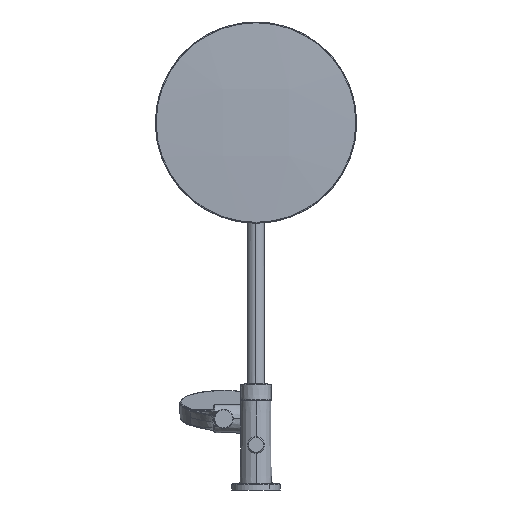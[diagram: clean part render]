
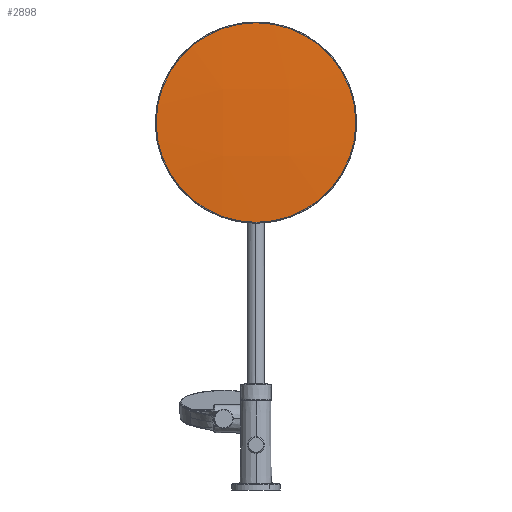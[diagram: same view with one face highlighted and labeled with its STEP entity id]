
A CAD part, front view. The second image highlights one B-rep face of the part: STEP entity #2898.
In plain terms, the highlighted free-form (B-spline) face has degree [3, 3] with [4, 4] control points.
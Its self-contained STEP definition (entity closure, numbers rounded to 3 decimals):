
#120 = EDGE_CURVE ( 'NONE', #11748, #17034, #26490, .T. ) ;
#738 = CARTESIAN_POINT ( 'NONE',  ( 0., 83.66, 447.182 ) ) ;
#1208 = ORIENTED_EDGE ( 'NONE', *, *, #120, .T. ) ;
#2898 = ADVANCED_FACE ( 'NONE', ( #16033 ), #15323, .T. ) ;
#3524 = CIRCLE ( 'NONE', #17216, 124.039 ) ;
#6641 = DIRECTION ( 'NONE',  ( 0., -1., 0.017 ) ) ;
#7212 = CARTESIAN_POINT ( 'NONE',  ( -126.279, 82.014, 404.878 ) ) ;
#8591 = ORIENTED_EDGE ( 'NONE', *, *, #19218, .T. ) ;
#9276 = CARTESIAN_POINT ( 'NONE',  ( -42.375, 84.943, 573.189 ) ) ;
#9369 = CARTESIAN_POINT ( 'NONE',  ( 41.627, 80.55, 320.673 ) ) ;
#9473 = CARTESIAN_POINT ( 'NONE',  ( -124.039, 83.66, 447.182 ) ) ;
#9645 = CARTESIAN_POINT ( 'NONE',  ( 125.531, 81.978, 404.878 ) ) ;
#11655 = CARTESIAN_POINT ( 'NONE',  ( -126.279, 83.474, 488.984 ) ) ;
#11748 = VERTEX_POINT ( 'NONE', #9473 ) ;
#13399 = CARTESIAN_POINT ( 'NONE',  ( 125.531, 88.97, 572.923 ) ) ;
#13668 = CARTESIAN_POINT ( 'NONE',  ( -42.375, 77.941, 404.883 ) ) ;
#13760 = CARTESIAN_POINT ( 'NONE',  ( 41.627, 79.391, 489.121 ) ) ;
#15323 =( BOUNDED_SURFACE ( )  B_SPLINE_SURFACE ( 3, 3, ( 
 ( #24311, #7212, #11655, #21894 ),
 ( #26438, #13668, #21987, #9276 ),
 ( #9369, #22265, #13760, #15868 ),
 ( #26262, #9645, #24127, #13399 ) ),
 .UNSPECIFIED., .F., .F., .T. ) 
 B_SPLINE_SURFACE_WITH_KNOTS ( ( 4, 4 ),
 ( 4, 4 ),
 ( 0., 1. ),
 ( 0., 1. ),
 .UNSPECIFIED. ) 
 GEOMETRIC_REPRESENTATION_ITEM ( )  RATIONAL_B_SPLINE_SURFACE ( (
 ( 1., 0.999, 0.999, 1.),
 ( 0.999, 0.998, 0.998, 0.999),
 ( 0.999, 0.998, 0.998, 0.999),
 ( 1., 0.999, 0.999, 1.) ) ) 
 REPRESENTATION_ITEM ( '' )  SURFACE ( )  );
#15868 = CARTESIAN_POINT ( 'NONE',  ( 41.627, 84.931, 573.189 ) ) ;
#16033 = FACE_OUTER_BOUND ( 'NONE', #22313, .T. ) ;
#17034 = VERTEX_POINT ( 'NONE', #18521 ) ;
#17159 = CARTESIAN_POINT ( 'NONE',  ( 0., 83.66, 447.182 ) ) ;
#17216 = AXIS2_PLACEMENT_3D ( 'NONE', #17159, #6641, #25700 ) ;
#17612 = DIRECTION ( 'NONE',  ( 1., 0., 0. ) ) ;
#18521 = CARTESIAN_POINT ( 'NONE',  ( 124.039, 83.66, 447.182 ) ) ;
#19218 = EDGE_CURVE ( 'NONE', #17034, #11748, #3524, .T. ) ;
#21894 = CARTESIAN_POINT ( 'NONE',  ( -126.279, 89.006, 572.921 ) ) ;
#21987 = CARTESIAN_POINT ( 'NONE',  ( -42.375, 79.403, 489.121 ) ) ;
#22265 = CARTESIAN_POINT ( 'NONE',  ( 41.627, 77.929, 404.883 ) ) ;
#22313 = EDGE_LOOP ( 'NONE', ( #8591, #1208 ) ) ;
#24127 = CARTESIAN_POINT ( 'NONE',  ( 125.531, 83.437, 488.986 ) ) ;
#24190 = DIRECTION ( 'NONE',  ( 0., -1., 0.017 ) ) ;
#24311 = CARTESIAN_POINT ( 'NONE',  ( -126.279, 84.631, 320.8 ) ) ;
#25700 = DIRECTION ( 'NONE',  ( 1., 0., 0. ) ) ;
#25734 = AXIS2_PLACEMENT_3D ( 'NONE', #738, #24190, #17612 ) ;
#26262 = CARTESIAN_POINT ( 'NONE',  ( 125.531, 84.595, 320.799 ) ) ;
#26438 = CARTESIAN_POINT ( 'NONE',  ( -42.375, 80.562, 320.674 ) ) ;
#26490 = CIRCLE ( 'NONE', #25734, 124.039 ) ;
